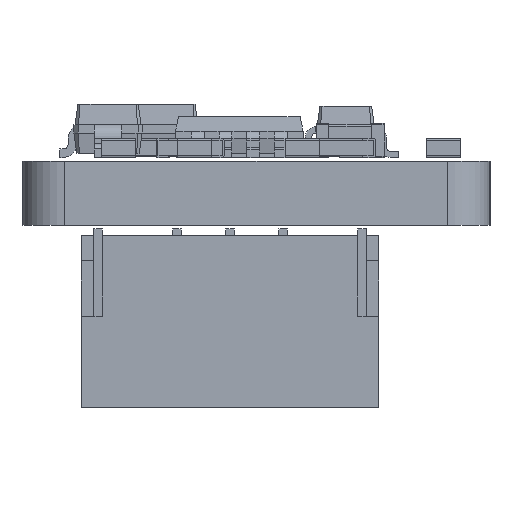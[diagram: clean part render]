
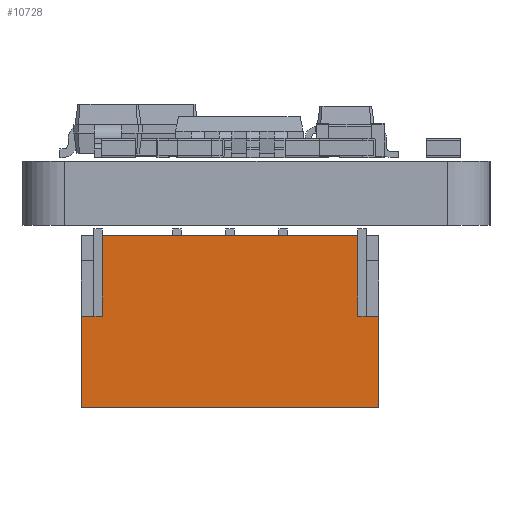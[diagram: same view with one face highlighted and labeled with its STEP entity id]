
A CAD part, left-side view. The second image highlights one B-rep face of the part: STEP entity #10728.
In plain terms, the highlighted face is planar.
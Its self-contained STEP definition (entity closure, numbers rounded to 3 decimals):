
#10105 = VERTEX_POINT('',#10106);
#10106 = CARTESIAN_POINT('',(-3.5,2.475,2.05));
#10112 = EDGE_CURVE('',#10105,#10113,#10115,.T.);
#10113 = VERTEX_POINT('',#10114);
#10114 = CARTESIAN_POINT('',(-3.5,2.475,4.2));
#10115 = LINE('',#10116,#10117);
#10116 = CARTESIAN_POINT('',(-3.5,2.475,0.15));
#10117 = VECTOR('',#10118,1.);
#10118 = DIRECTION('',(0.,0.,1.));
#10351 = VERTEX_POINT('',#10352);
#10352 = CARTESIAN_POINT('',(3.5,2.475,4.2));
#10358 = EDGE_CURVE('',#10113,#10351,#10359,.T.);
#10359 = LINE('',#10360,#10361);
#10360 = CARTESIAN_POINT('',(-3.5,2.475,4.2));
#10361 = VECTOR('',#10362,1.);
#10362 = DIRECTION('',(1.,0.,0.));
#10728 = ADVANCED_FACE('',(#10729),#10795,.T.);
#10729 = FACE_BOUND('',#10730,.T.);
#10730 = EDGE_LOOP('',(#10731,#10741,#10749,#10757,#10763,#10764,#10765,
    #10773,#10781,#10789));
#10731 = ORIENTED_EDGE('',*,*,#10732,.F.);
#10732 = EDGE_CURVE('',#10733,#10735,#10737,.T.);
#10733 = VERTEX_POINT('',#10734);
#10734 = CARTESIAN_POINT('',(-3.,2.475,0.15));
#10735 = VERTEX_POINT('',#10736);
#10736 = CARTESIAN_POINT('',(3.,2.475,0.15));
#10737 = LINE('',#10738,#10739);
#10738 = CARTESIAN_POINT('',(-3.5,2.475,0.15));
#10739 = VECTOR('',#10740,1.);
#10740 = DIRECTION('',(1.,0.,0.));
#10741 = ORIENTED_EDGE('',*,*,#10742,.F.);
#10742 = EDGE_CURVE('',#10743,#10733,#10745,.T.);
#10743 = VERTEX_POINT('',#10744);
#10744 = CARTESIAN_POINT('',(-3.,2.475,2.05));
#10745 = LINE('',#10746,#10747);
#10746 = CARTESIAN_POINT('',(-3.,2.475,2.05));
#10747 = VECTOR('',#10748,1.);
#10748 = DIRECTION('',(0.,0.,-1.));
#10749 = ORIENTED_EDGE('',*,*,#10750,.F.);
#10750 = EDGE_CURVE('',#10751,#10743,#10753,.T.);
#10751 = VERTEX_POINT('',#10752);
#10752 = CARTESIAN_POINT('',(-3.2,2.475,2.05));
#10753 = LINE('',#10754,#10755);
#10754 = CARTESIAN_POINT('',(-3.5,2.475,2.05));
#10755 = VECTOR('',#10756,1.);
#10756 = DIRECTION('',(1.,0.,0.));
#10757 = ORIENTED_EDGE('',*,*,#10758,.F.);
#10758 = EDGE_CURVE('',#10105,#10751,#10759,.T.);
#10759 = LINE('',#10760,#10761);
#10760 = CARTESIAN_POINT('',(-3.5,2.475,2.05));
#10761 = VECTOR('',#10762,1.);
#10762 = DIRECTION('',(1.,0.,0.));
#10763 = ORIENTED_EDGE('',*,*,#10112,.T.);
#10764 = ORIENTED_EDGE('',*,*,#10358,.T.);
#10765 = ORIENTED_EDGE('',*,*,#10766,.F.);
#10766 = EDGE_CURVE('',#10767,#10351,#10769,.T.);
#10767 = VERTEX_POINT('',#10768);
#10768 = CARTESIAN_POINT('',(3.5,2.475,2.05));
#10769 = LINE('',#10770,#10771);
#10770 = CARTESIAN_POINT('',(3.5,2.475,0.15));
#10771 = VECTOR('',#10772,1.);
#10772 = DIRECTION('',(0.,0.,1.));
#10773 = ORIENTED_EDGE('',*,*,#10774,.F.);
#10774 = EDGE_CURVE('',#10775,#10767,#10777,.T.);
#10775 = VERTEX_POINT('',#10776);
#10776 = CARTESIAN_POINT('',(3.2,2.475,2.05));
#10777 = LINE('',#10778,#10779);
#10778 = CARTESIAN_POINT('',(3.,2.475,2.05));
#10779 = VECTOR('',#10780,1.);
#10780 = DIRECTION('',(1.,0.,0.));
#10781 = ORIENTED_EDGE('',*,*,#10782,.F.);
#10782 = EDGE_CURVE('',#10783,#10775,#10785,.T.);
#10783 = VERTEX_POINT('',#10784);
#10784 = CARTESIAN_POINT('',(3.,2.475,2.05));
#10785 = LINE('',#10786,#10787);
#10786 = CARTESIAN_POINT('',(3.,2.475,2.05));
#10787 = VECTOR('',#10788,1.);
#10788 = DIRECTION('',(1.,0.,0.));
#10789 = ORIENTED_EDGE('',*,*,#10790,.T.);
#10790 = EDGE_CURVE('',#10783,#10735,#10791,.T.);
#10791 = LINE('',#10792,#10793);
#10792 = CARTESIAN_POINT('',(3.,2.475,2.05));
#10793 = VECTOR('',#10794,1.);
#10794 = DIRECTION('',(0.,0.,-1.));
#10795 = PLANE('',#10796);
#10796 = AXIS2_PLACEMENT_3D('',#10797,#10798,#10799);
#10797 = CARTESIAN_POINT('',(-3.5,2.475,0.15));
#10798 = DIRECTION('',(0.,1.,0.));
#10799 = DIRECTION('',(0.,-0.,1.));
